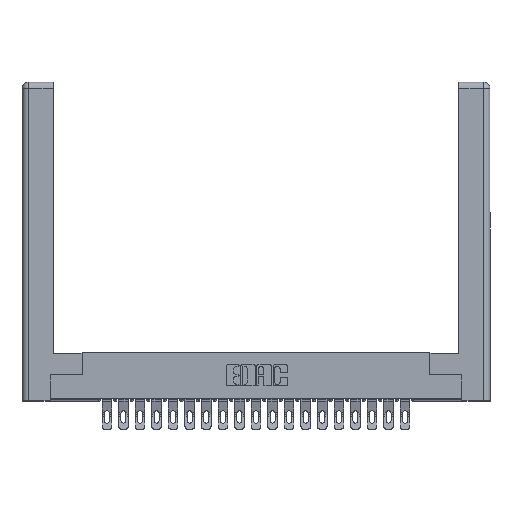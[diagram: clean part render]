
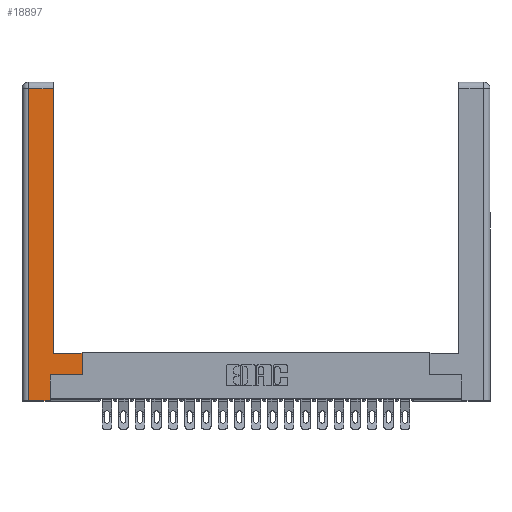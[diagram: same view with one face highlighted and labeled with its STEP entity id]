
A CAD part, top view. The second image highlights one B-rep face of the part: STEP entity #18897.
In plain terms, the highlighted planar face has unit normal (0, 0, 1).
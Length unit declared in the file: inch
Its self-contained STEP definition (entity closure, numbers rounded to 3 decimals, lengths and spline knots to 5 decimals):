
#327 = CARTESIAN_POINT ( 'NONE',  ( 0.0615, 0., 0. ) ) ;
#377 = CARTESIAN_POINT ( 'NONE',  ( 0.295, 0.45, 0. ) ) ;
#1029 = VECTOR ( 'NONE', #5024, 39.37008 ) ;
#1109 = CARTESIAN_POINT ( 'NONE',  ( 0.265, 0., 0. ) ) ;
#1149 = VECTOR ( 'NONE', #5667, 39.37008 ) ;
#1370 = LINE ( 'NONE', #7015, #1029 ) ;
#1460 = LINE ( 'NONE', #5491, #1149 ) ;
#2144 = CARTESIAN_POINT ( 'NONE',  ( 0.565, 0.45, 0. ) ) ;
#2287 = EDGE_CURVE ( 'NONE', #7870, #24682, #20573, .T. ) ;
#2548 = LINE ( 'NONE', #7709, #7674 ) ;
#2680 = CARTESIAN_POINT ( 'NONE',  ( 0., 0., 0. ) ) ;
#2689 = CARTESIAN_POINT ( 'NONE',  ( 0.295, 0.45, 0. ) ) ;
#3296 = ORIENTED_EDGE ( 'NONE', *, *, #4688, .T. ) ;
#3628 = CARTESIAN_POINT ( 'NONE',  ( 0.565, 0.245, 0. ) ) ;
#3778 = DIRECTION ( 'NONE',  ( -1., 0., 0. ) ) ;
#4369 = DIRECTION ( 'NONE',  ( 0., -1., 0. ) ) ;
#4684 = VECTOR ( 'NONE', #16888, 39.37008 ) ;
#4685 = ORIENTED_EDGE ( 'NONE', *, *, #23009, .T. ) ;
#4688 = EDGE_CURVE ( 'NONE', #24682, #8683, #12558, .T. ) ;
#5024 = DIRECTION ( 'NONE',  ( 0., 1., 0. ) ) ;
#5142 = VECTOR ( 'NONE', #10814, 39.37008 ) ;
#5491 = CARTESIAN_POINT ( 'NONE',  ( 0.565, 0.245, 0. ) ) ;
#5512 = VERTEX_POINT ( 'NONE', #18455 ) ;
#5667 = DIRECTION ( 'NONE',  ( 1., 0., 0. ) ) ;
#5826 = EDGE_LOOP ( 'NONE', ( #4685, #19383, #21752, #3296, #5912, #8166, #23414, #15904 ) ) ;
#5912 = ORIENTED_EDGE ( 'NONE', *, *, #17605, .T. ) ;
#6794 = CARTESIAN_POINT ( 'NONE',  ( 0.0615, 0., 0. ) ) ;
#7015 = CARTESIAN_POINT ( 'NONE',  ( 0.295, 3., 0. ) ) ;
#7035 = EDGE_CURVE ( 'NONE', #15229, #10771, #11771, .T. ) ;
#7674 = VECTOR ( 'NONE', #3778, 39.37008 ) ;
#7709 = CARTESIAN_POINT ( 'NONE',  ( 0.0615, 2.94, 0. ) ) ;
#7870 = VERTEX_POINT ( 'NONE', #23312 ) ;
#8166 = ORIENTED_EDGE ( 'NONE', *, *, #21160, .T. ) ;
#8683 = VERTEX_POINT ( 'NONE', #12411 ) ;
#10771 = VERTEX_POINT ( 'NONE', #20816 ) ;
#10814 = DIRECTION ( 'NONE',  ( 0., 1., 0. ) ) ;
#11402 = EDGE_CURVE ( 'NONE', #10771, #16256, #15624, .T. ) ;
#11771 = LINE ( 'NONE', #2144, #13367 ) ;
#12355 = DIRECTION ( 'NONE',  ( 0., 1., 0. ) ) ;
#12411 = CARTESIAN_POINT ( 'NONE',  ( 0.265, 0., 0. ) ) ;
#12558 = LINE ( 'NONE', #1109, #13517 ) ;
#13367 = VECTOR ( 'NONE', #12355, 39.37008 ) ;
#13517 = VECTOR ( 'NONE', #17733, 39.37008 ) ;
#14577 = EDGE_CURVE ( 'NONE', #24206, #7870, #2548, .T. ) ;
#15079 = DIRECTION ( 'NONE',  ( -1., 0., 0. ) ) ;
#15229 = VERTEX_POINT ( 'NONE', #3628 ) ;
#15624 = LINE ( 'NONE', #377, #4684 ) ;
#15904 = ORIENTED_EDGE ( 'NONE', *, *, #11402, .T. ) ;
#16090 = LINE ( 'NONE', #23146, #5142 ) ;
#16256 = VERTEX_POINT ( 'NONE', #2689 ) ;
#16355 = FACE_OUTER_BOUND ( 'NONE', #5826, .T. ) ;
#16888 = DIRECTION ( 'NONE',  ( -1., 0., 0. ) ) ;
#17605 = EDGE_CURVE ( 'NONE', #8683, #5512, #16090, .T. ) ;
#17733 = DIRECTION ( 'NONE',  ( 1., 0., 0. ) ) ;
#17964 = VECTOR ( 'NONE', #4369, 39.37008 ) ;
#18455 = CARTESIAN_POINT ( 'NONE',  ( 0.265, 0.245, 0. ) ) ;
#18897 = ADVANCED_FACE ( 'NONE', ( #16355 ), #22834, .F. ) ;
#19299 = DIRECTION ( 'NONE',  ( 0., 0., -1. ) ) ;
#19383 = ORIENTED_EDGE ( 'NONE', *, *, #14577, .T. ) ;
#19966 = CARTESIAN_POINT ( 'NONE',  ( 0.295, 2.94, 0. ) ) ;
#20449 = AXIS2_PLACEMENT_3D ( 'NONE', #2680, #19299, #15079 ) ;
#20573 = LINE ( 'NONE', #327, #17964 ) ;
#20816 = CARTESIAN_POINT ( 'NONE',  ( 0.565, 0.45, 0. ) ) ;
#21160 = EDGE_CURVE ( 'NONE', #5512, #15229, #1460, .T. ) ;
#21752 = ORIENTED_EDGE ( 'NONE', *, *, #2287, .T. ) ;
#22834 = PLANE ( 'NONE',  #20449 ) ;
#23009 = EDGE_CURVE ( 'NONE', #16256, #24206, #1370, .T. ) ;
#23146 = CARTESIAN_POINT ( 'NONE',  ( 0.265, 0.245, 0. ) ) ;
#23312 = CARTESIAN_POINT ( 'NONE',  ( 0.0615, 2.94, 0. ) ) ;
#23414 = ORIENTED_EDGE ( 'NONE', *, *, #7035, .T. ) ;
#24206 = VERTEX_POINT ( 'NONE', #19966 ) ;
#24682 = VERTEX_POINT ( 'NONE', #6794 ) ;
